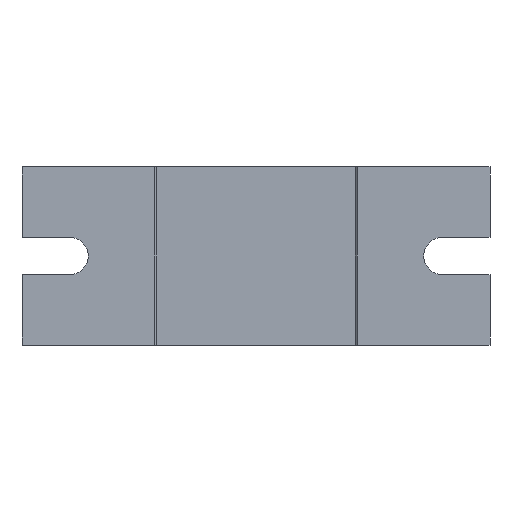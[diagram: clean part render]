
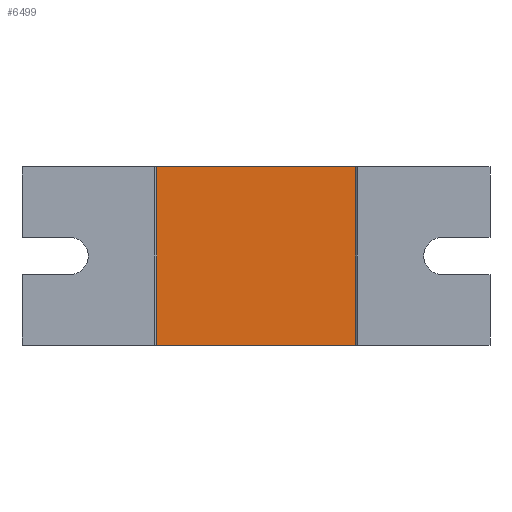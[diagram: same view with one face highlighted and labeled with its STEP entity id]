
A CAD part, front view. The second image highlights one B-rep face of the part: STEP entity #6499.
In plain terms, the highlighted planar face has unit normal (0, -1, 0).
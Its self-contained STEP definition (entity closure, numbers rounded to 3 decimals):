
#238 = VECTOR ( 'NONE', #2138, 1000. ) ;
#1423 = CARTESIAN_POINT ( 'NONE',  ( -24.5, -32., -21.5 ) ) ;
#1433 = EDGE_LOOP ( 'NONE', ( #1567, #19649, #19548, #6585 ) ) ;
#1567 = ORIENTED_EDGE ( 'NONE', *, *, #12894, .F. ) ;
#1832 = CARTESIAN_POINT ( 'NONE',  ( -24.5, -32., -21.5 ) ) ;
#2138 = DIRECTION ( 'NONE',  ( -1., 0., 0. ) ) ;
#2542 = CARTESIAN_POINT ( 'NONE',  ( -24.5, -32., 21.5 ) ) ;
#2932 = LINE ( 'NONE', #2542, #11477 ) ;
#3681 = VECTOR ( 'NONE', #12707, 1000. ) ;
#4254 = CARTESIAN_POINT ( 'NONE',  ( -24., -32., 21.5 ) ) ;
#4656 = CARTESIAN_POINT ( 'NONE',  ( -24., -32., -21.5 ) ) ;
#6499 = ADVANCED_FACE ( 'NONE', ( #20399 ), #11419, .F. ) ;
#6585 = ORIENTED_EDGE ( 'NONE', *, *, #8295, .T. ) ;
#7847 = CARTESIAN_POINT ( 'NONE',  ( 24., -32., -21.5 ) ) ;
#8295 = EDGE_CURVE ( 'NONE', #20236, #20867, #11275, .T. ) ;
#9017 = LINE ( 'NONE', #1832, #238 ) ;
#9710 = CARTESIAN_POINT ( 'NONE',  ( 24., -32., 21.5 ) ) ;
#10741 = VECTOR ( 'NONE', #19555, 1000. ) ;
#11165 = CARTESIAN_POINT ( 'NONE',  ( -24., -32., -21.5 ) ) ;
#11275 = LINE ( 'NONE', #11165, #10741 ) ;
#11419 = PLANE ( 'NONE',  #14983 ) ;
#11477 = VECTOR ( 'NONE', #14117, 1000. ) ;
#12707 = DIRECTION ( 'NONE',  ( 0., 0., 1. ) ) ;
#12894 = EDGE_CURVE ( 'NONE', #16569, #20867, #9017, .T. ) ;
#13020 = DIRECTION ( 'NONE',  ( 0., 1., 0. ) ) ;
#14117 = DIRECTION ( 'NONE',  ( -1., 0., 0. ) ) ;
#14678 = DIRECTION ( 'NONE',  ( -1., 0., 0. ) ) ;
#14983 = AXIS2_PLACEMENT_3D ( 'NONE', #1423, #13020, #14678 ) ;
#16569 = VERTEX_POINT ( 'NONE', #7847 ) ;
#19548 = ORIENTED_EDGE ( 'NONE', *, *, #20280, .T. ) ;
#19555 = DIRECTION ( 'NONE',  ( 0., 0., -1. ) ) ;
#19649 = ORIENTED_EDGE ( 'NONE', *, *, #21425, .T. ) ;
#19985 = LINE ( 'NONE', #20874, #3681 ) ;
#20236 = VERTEX_POINT ( 'NONE', #4254 ) ;
#20280 = EDGE_CURVE ( 'NONE', #20905, #20236, #2932, .T. ) ;
#20399 = FACE_OUTER_BOUND ( 'NONE', #1433, .T. ) ;
#20867 = VERTEX_POINT ( 'NONE', #4656 ) ;
#20874 = CARTESIAN_POINT ( 'NONE',  ( 24., -32., 21.5 ) ) ;
#20905 = VERTEX_POINT ( 'NONE', #9710 ) ;
#21425 = EDGE_CURVE ( 'NONE', #16569, #20905, #19985, .T. ) ;
